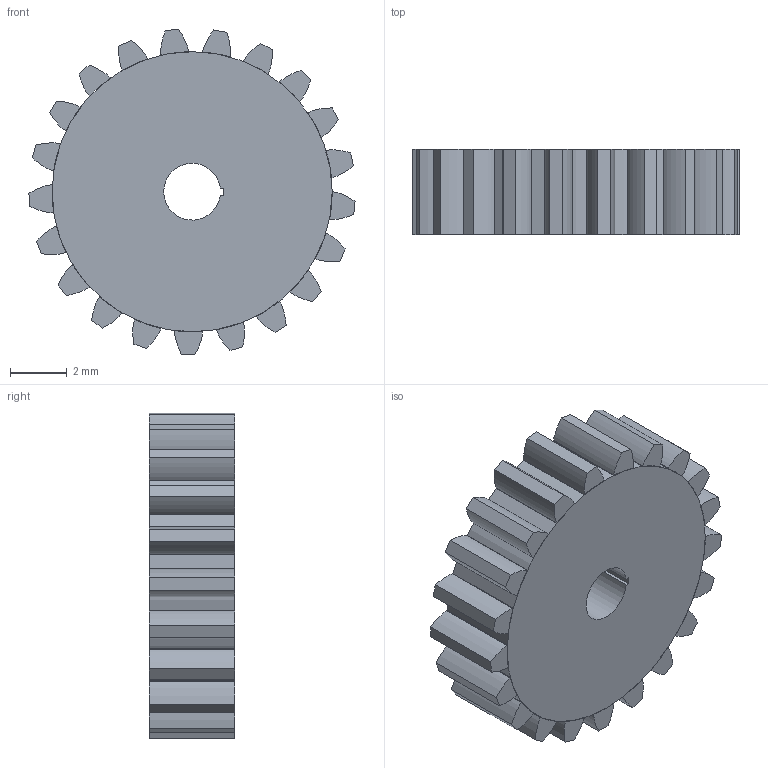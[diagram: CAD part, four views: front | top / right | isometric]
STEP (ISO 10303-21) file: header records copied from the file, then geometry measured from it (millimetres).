
FILE_DESCRIPTION((('zoo.dev export')), '2;1');
FILE_NAME('dump.step', '2025-01-28T04:25:17.107011940+00:00', ('Author unknown'), ('Organization unknown'), 'zoo.dev beta', 'zoo.dev', 'Authorization unknown');
FILE_SCHEMA(('AP203_CONFIGURATION_CONTROLLED_3D_DESIGN_OF_MECHANICAL_PARTS_AND_ASSEMBLIES_MIM_LF'));
Length unit declared in the file: metre
Products named in the file (22): UNIDENTIFIED_PRODUCT
Bounding box: 11.49 x 3 x 11.48 mm (x, y, z)
Volume: 260.9 mm3; surface area: 489.2 mm2
Topology: 22 solids, 22 shells, 217 faces, 519 edges, 346 vertices
Faces by surface type: plane 152, bspline 42, cylinder 23
Full cylindrical faces by diameter (mm): 9.867 x1
Entity records: 22518 total; most frequent: CARTESIAN_POINT 17756, ORIENTED_EDGE 1036, DIRECTION 679, EDGE_CURVE 519, VECTOR 389, LINE 389, VERTEX_POINT 346, AXIS2_PLACEMENT_3D 221
